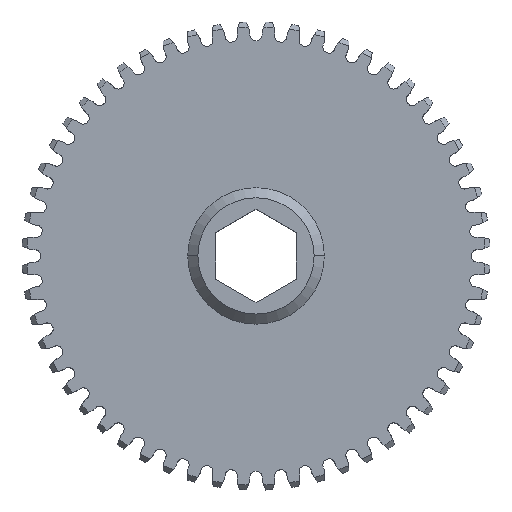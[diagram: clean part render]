
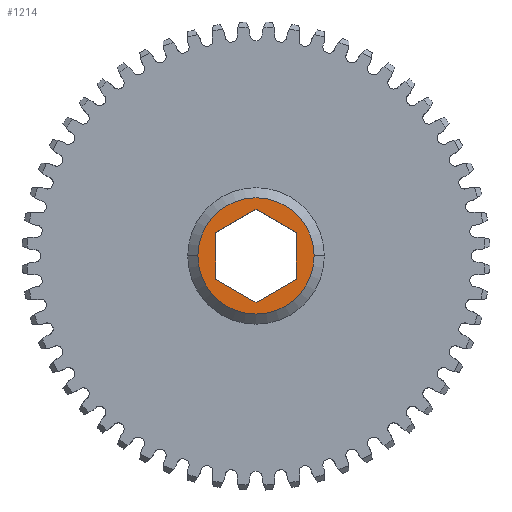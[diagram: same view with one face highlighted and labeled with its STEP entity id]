
A CAD part, top view. The second image highlights one B-rep face of the part: STEP entity #1214.
In plain terms, the highlighted planar face has unit normal (0, 0, 1).
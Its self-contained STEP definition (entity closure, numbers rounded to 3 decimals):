
#159 = VECTOR ( 'NONE', #12996, 1000. ) ;
#497 = CARTESIAN_POINT ( 'NONE',  ( 6.35, -3.666, 6.35 ) ) ;
#681 = EDGE_CURVE ( 'NONE', #15801, #17511, #11258, .T. ) ;
#735 = EDGE_CURVE ( 'NONE', #13542, #25396, #1381, .T. ) ;
#1214 = ADVANCED_FACE ( 'NONE', ( #11197, #23665 ), #11333, .T. ) ;
#1381 = LINE ( 'NONE', #9747, #5317 ) ;
#2103 = DIRECTION ( 'NONE',  ( 0., 0., -1. ) ) ;
#2230 = DIRECTION ( 'NONE',  ( -1., 0., 0. ) ) ;
#2715 = EDGE_LOOP ( 'NONE', ( #3056, #24959 ) ) ;
#2720 = EDGE_CURVE ( 'NONE', #3353, #20387, #21359, .T. ) ;
#3056 = ORIENTED_EDGE ( 'NONE', *, *, #23577, .F. ) ;
#3353 = VERTEX_POINT ( 'NONE', #14495 ) ;
#3638 = AXIS2_PLACEMENT_3D ( 'NONE', #10781, #23127, #4335 ) ;
#4267 = VECTOR ( 'NONE', #7957, 1000. ) ;
#4335 = DIRECTION ( 'NONE',  ( -1., 0., 0. ) ) ;
#4569 = LINE ( 'NONE', #15377, #22864 ) ;
#4627 = LINE ( 'NONE', #17234, #18076 ) ;
#4747 = CARTESIAN_POINT ( 'NONE',  ( 0., 0., 6.35 ) ) ;
#4883 = VECTOR ( 'NONE', #23591, 1000. ) ;
#5146 = VERTEX_POINT ( 'NONE', #7829 ) ;
#5317 = VECTOR ( 'NONE', #18106, 1000. ) ;
#7829 = CARTESIAN_POINT ( 'NONE',  ( -6.35, -3.666, 6.35 ) ) ;
#7957 = DIRECTION ( 'NONE',  ( -0.866, 0.5, 0. ) ) ;
#8023 = CARTESIAN_POINT ( 'NONE',  ( -6.35, 3.666, 6.35 ) ) ;
#8529 = CARTESIAN_POINT ( 'NONE',  ( 0., 7.332, 6.35 ) ) ;
#8733 = DIRECTION ( 'NONE',  ( 0., 0., 1. ) ) ;
#9204 = ORIENTED_EDGE ( 'NONE', *, *, #14521, .F. ) ;
#9747 = CARTESIAN_POINT ( 'NONE',  ( -3.175, 5.499, 6.35 ) ) ;
#10421 = ORIENTED_EDGE ( 'NONE', *, *, #10450, .F. ) ;
#10450 = EDGE_CURVE ( 'NONE', #25396, #5146, #21500, .T. ) ;
#10781 = CARTESIAN_POINT ( 'NONE',  ( 0., 0., 6.35 ) ) ;
#11197 = FACE_BOUND ( 'NONE', #21457, .T. ) ;
#11214 = CARTESIAN_POINT ( 'NONE',  ( -6.35, 0., 6.35 ) ) ;
#11258 = LINE ( 'NONE', #19911, #4883 ) ;
#11333 = PLANE ( 'NONE',  #19338 ) ;
#12127 = CARTESIAN_POINT ( 'NONE',  ( 0., -7.332, 6.35 ) ) ;
#12965 = ORIENTED_EDGE ( 'NONE', *, *, #23290, .F. ) ;
#12990 = DIRECTION ( 'NONE',  ( 0.866, -0.5, 0. ) ) ;
#12996 = DIRECTION ( 'NONE',  ( 0., -1., 0. ) ) ;
#13255 = CIRCLE ( 'NONE', #3638, 9.144 ) ;
#13542 = VERTEX_POINT ( 'NONE', #8529 ) ;
#14354 = AXIS2_PLACEMENT_3D ( 'NONE', #27052, #2103, #2230 ) ;
#14495 = CARTESIAN_POINT ( 'NONE',  ( 9.144, 0., 6.35 ) ) ;
#14521 = EDGE_CURVE ( 'NONE', #17511, #13542, #22638, .T. ) ;
#15377 = CARTESIAN_POINT ( 'NONE',  ( 3.175, -5.499, 6.35 ) ) ;
#15801 = VERTEX_POINT ( 'NONE', #497 ) ;
#17234 = CARTESIAN_POINT ( 'NONE',  ( -3.175, -5.499, 6.35 ) ) ;
#17301 = DIRECTION ( 'NONE',  ( 0.866, 0.5, 0. ) ) ;
#17511 = VERTEX_POINT ( 'NONE', #19774 ) ;
#18076 = VECTOR ( 'NONE', #12990, 1000. ) ;
#18106 = DIRECTION ( 'NONE',  ( -0.866, -0.5, 0. ) ) ;
#18521 = VERTEX_POINT ( 'NONE', #12127 ) ;
#18633 = ORIENTED_EDGE ( 'NONE', *, *, #735, .F. ) ;
#19338 = AXIS2_PLACEMENT_3D ( 'NONE', #4747, #8733, #23814 ) ;
#19478 = EDGE_CURVE ( 'NONE', #18521, #15801, #4569, .T. ) ;
#19774 = CARTESIAN_POINT ( 'NONE',  ( 6.35, 3.666, 6.35 ) ) ;
#19911 = CARTESIAN_POINT ( 'NONE',  ( 6.35, 0., 6.35 ) ) ;
#20387 = VERTEX_POINT ( 'NONE', #21762 ) ;
#21359 = CIRCLE ( 'NONE', #14354, 9.144 ) ;
#21457 = EDGE_LOOP ( 'NONE', ( #12965, #10421, #18633, #9204, #24288, #22224 ) ) ;
#21500 = LINE ( 'NONE', #11214, #159 ) ;
#21762 = CARTESIAN_POINT ( 'NONE',  ( -9.144, 0., 6.35 ) ) ;
#22224 = ORIENTED_EDGE ( 'NONE', *, *, #19478, .F. ) ;
#22638 = LINE ( 'NONE', #26601, #4267 ) ;
#22864 = VECTOR ( 'NONE', #17301, 1000. ) ;
#23127 = DIRECTION ( 'NONE',  ( 0., 0., -1. ) ) ;
#23290 = EDGE_CURVE ( 'NONE', #5146, #18521, #4627, .T. ) ;
#23577 = EDGE_CURVE ( 'NONE', #20387, #3353, #13255, .T. ) ;
#23591 = DIRECTION ( 'NONE',  ( 0., 1., 0. ) ) ;
#23665 = FACE_OUTER_BOUND ( 'NONE', #2715, .T. ) ;
#23814 = DIRECTION ( 'NONE',  ( 1., 0., 0. ) ) ;
#24288 = ORIENTED_EDGE ( 'NONE', *, *, #681, .F. ) ;
#24959 = ORIENTED_EDGE ( 'NONE', *, *, #2720, .F. ) ;
#25396 = VERTEX_POINT ( 'NONE', #8023 ) ;
#26601 = CARTESIAN_POINT ( 'NONE',  ( 3.175, 5.499, 6.35 ) ) ;
#27052 = CARTESIAN_POINT ( 'NONE',  ( 0., 0., 6.35 ) ) ;
